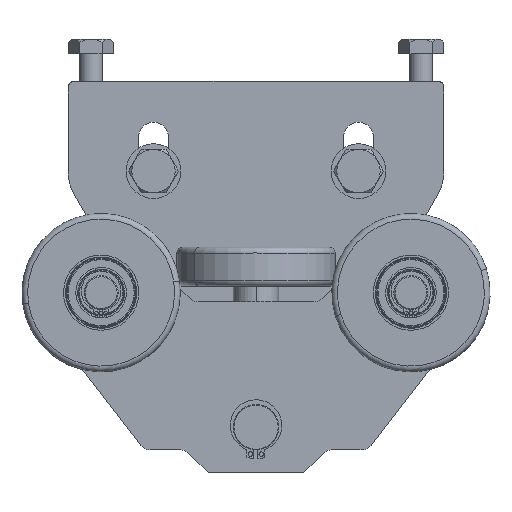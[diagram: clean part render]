
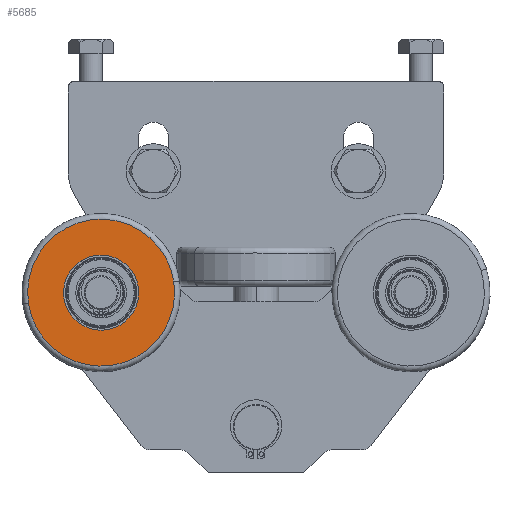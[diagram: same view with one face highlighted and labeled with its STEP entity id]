
A CAD part, top view. The second image highlights one B-rep face of the part: STEP entity #5685.
In plain terms, the highlighted face is planar.
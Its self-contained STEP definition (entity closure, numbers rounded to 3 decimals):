
#322 = FACE_OUTER_BOUND ( 'NONE', #5727, .T. ) ;
#2566 = DIRECTION ( 'NONE',  ( -1., 0., 0. ) ) ;
#3674 = CIRCLE ( 'NONE', #5438, 32.25 ) ;
#3996 = DIRECTION ( 'NONE',  ( 0., 0., -1. ) ) ;
#4960 = CARTESIAN_POINT ( 'NONE',  ( -3., 0., 0. ) ) ;
#5073 = ORIENTED_EDGE ( 'NONE', *, *, #11020, .T. ) ;
#5178 = EDGE_CURVE ( 'NONE', #14989, #7566, #12382, .T. ) ;
#5188 = CARTESIAN_POINT ( 'NONE',  ( -3., 32.25, 0. ) ) ;
#5438 = AXIS2_PLACEMENT_3D ( 'NONE', #8146, #14396, #5703 ) ;
#5685 = ADVANCED_FACE ( 'NONE', ( #12432, #322 ), #13792, .F. ) ;
#5703 = DIRECTION ( 'NONE',  ( 0., 0., 1. ) ) ;
#5727 = EDGE_LOOP ( 'NONE', ( #13512, #5073 ) ) ;
#6524 = AXIS2_PLACEMENT_3D ( 'NONE', #12799, #12952, #11759 ) ;
#7147 = VERTEX_POINT ( 'NONE', #11019 ) ;
#7342 = AXIS2_PLACEMENT_3D ( 'NONE', #10438, #14290, #13009 ) ;
#7566 = VERTEX_POINT ( 'NONE', #14990 ) ;
#8146 = CARTESIAN_POINT ( 'NONE',  ( -3., 0., 0. ) ) ;
#8822 = AXIS2_PLACEMENT_3D ( 'NONE', #4960, #2566, #11166 ) ;
#9273 = ORIENTED_EDGE ( 'NONE', *, *, #15190, .F. ) ;
#9900 = EDGE_LOOP ( 'NONE', ( #9273, #13805 ) ) ;
#10438 = CARTESIAN_POINT ( 'NONE',  ( -3., 0., 0. ) ) ;
#11019 = CARTESIAN_POINT ( 'NONE',  ( -3., 0., -16.5 ) ) ;
#11020 = EDGE_CURVE ( 'NONE', #7566, #14989, #3674, .T. ) ;
#11166 = DIRECTION ( 'NONE',  ( 0., 0., 1. ) ) ;
#11256 = CARTESIAN_POINT ( 'NONE',  ( -3., 0., 32.25 ) ) ;
#11650 = AXIS2_PLACEMENT_3D ( 'NONE', #5188, #14917, #3996 ) ;
#11759 = DIRECTION ( 'NONE',  ( 0., 0., 1. ) ) ;
#12382 = CIRCLE ( 'NONE', #6524, 32.25 ) ;
#12432 = FACE_BOUND ( 'NONE', #9900, .T. ) ;
#12799 = CARTESIAN_POINT ( 'NONE',  ( -3., 0., 0. ) ) ;
#12952 = DIRECTION ( 'NONE',  ( -1., 0., 0. ) ) ;
#13009 = DIRECTION ( 'NONE',  ( 0., 0., 1. ) ) ;
#13150 = CARTESIAN_POINT ( 'NONE',  ( -3., 0., 16.5 ) ) ;
#13231 = CIRCLE ( 'NONE', #7342, 16.5 ) ;
#13512 = ORIENTED_EDGE ( 'NONE', *, *, #5178, .T. ) ;
#13559 = EDGE_CURVE ( 'NONE', #7147, #15661, #13937, .T. ) ;
#13792 = PLANE ( 'NONE',  #11650 ) ;
#13805 = ORIENTED_EDGE ( 'NONE', *, *, #13559, .F. ) ;
#13937 = CIRCLE ( 'NONE', #8822, 16.5 ) ;
#14290 = DIRECTION ( 'NONE',  ( -1., 0., 0. ) ) ;
#14396 = DIRECTION ( 'NONE',  ( -1., 0., 0. ) ) ;
#14917 = DIRECTION ( 'NONE',  ( 1., 0., 0. ) ) ;
#14989 = VERTEX_POINT ( 'NONE', #11256 ) ;
#14990 = CARTESIAN_POINT ( 'NONE',  ( -3., 0., -32.25 ) ) ;
#15190 = EDGE_CURVE ( 'NONE', #15661, #7147, #13231, .T. ) ;
#15661 = VERTEX_POINT ( 'NONE', #13150 ) ;
